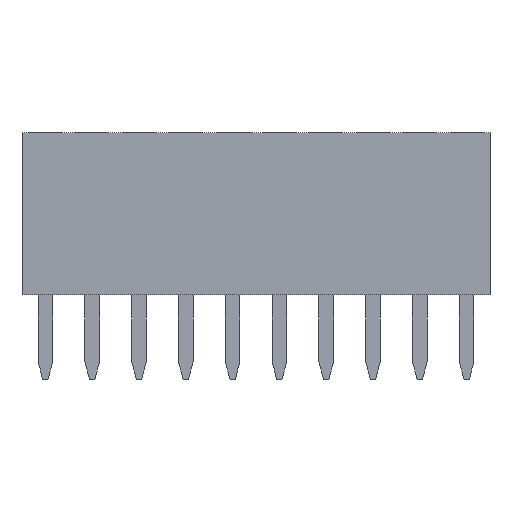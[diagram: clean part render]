
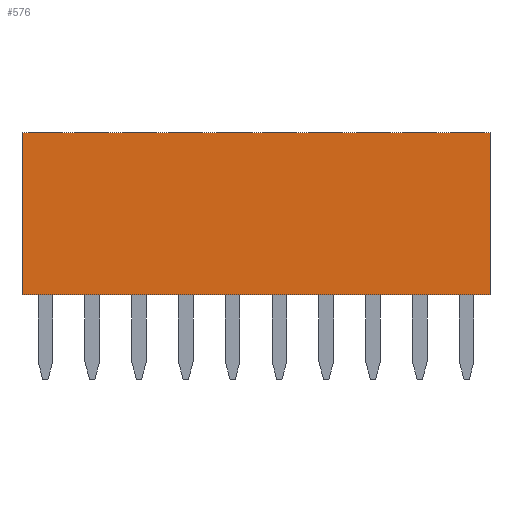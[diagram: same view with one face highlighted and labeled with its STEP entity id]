
A CAD part, front view. The second image highlights one B-rep face of the part: STEP entity #576.
In plain terms, the highlighted planar face has unit normal (0, -1, 0).
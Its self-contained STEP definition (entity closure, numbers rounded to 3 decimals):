
#576=ADVANCED_FACE('',(#6172),#6174,.T.);
#6172=FACE_BOUND('',#6173,.T.);
#6173=EDGE_LOOP('',(#10589,#10590,#10591,#10592));
#6174=PLANE('',#6175);
#6175=AXIS2_PLACEMENT_3D('',#6176,#6177,#6178);
#6176=CARTESIAN_POINT('',(-0.635,-0.9,0.));
#6177=DIRECTION('',(0.,-1.,0.));
#6178=DIRECTION('',(1.,0.,0.));
#10589=ORIENTED_EDGE('',*,*,#13696,.T.);
#10590=ORIENTED_EDGE('',*,*,#13782,.T.);
#10591=ORIENTED_EDGE('',*,*,#13783,.F.);
#10592=ORIENTED_EDGE('',*,*,#13701,.F.);
#13696=EDGE_CURVE('',#15449,#15447,#15450,.T.);
#13701=EDGE_CURVE('',#15449,#15457,#15458,.T.);
#13782=EDGE_CURVE('',#15447,#15580,#15582,.T.);
#13783=EDGE_CURVE('',#15457,#15580,#15583,.T.);
#15447=VERTEX_POINT('',#18355);
#15449=VERTEX_POINT('',#18359);
#15450=LINE('',#18360,#18361);
#15457=VERTEX_POINT('',#18377);
#15458=LINE('',#18378,#18379);
#15580=VERTEX_POINT('',#18660);
#15582=LINE('',#18664,#18665);
#15583=LINE('',#18667,#18668);
#18355=CARTESIAN_POINT('',(12.065,-0.9,0.));
#18359=CARTESIAN_POINT('',(-0.635,-0.9,0.));
#18360=CARTESIAN_POINT('',(-0.635,-0.9,0.));
#18361=VECTOR('',#18362,1.);
#18362=DIRECTION('',(1.,0.,0.));
#18377=CARTESIAN_POINT('',(-0.635,-0.9,4.4));
#18378=CARTESIAN_POINT('',(-0.635,-0.9,0.));
#18379=VECTOR('',#18380,1.);
#18380=DIRECTION('',(0.,0.,1.));
#18660=CARTESIAN_POINT('',(12.065,-0.9,4.4));
#18664=CARTESIAN_POINT('',(12.065,-0.9,0.));
#18665=VECTOR('',#18666,1.);
#18666=DIRECTION('',(0.,0.,1.));
#18667=CARTESIAN_POINT('',(-0.635,-0.9,4.4));
#18668=VECTOR('',#18669,1.);
#18669=DIRECTION('',(1.,0.,0.));
